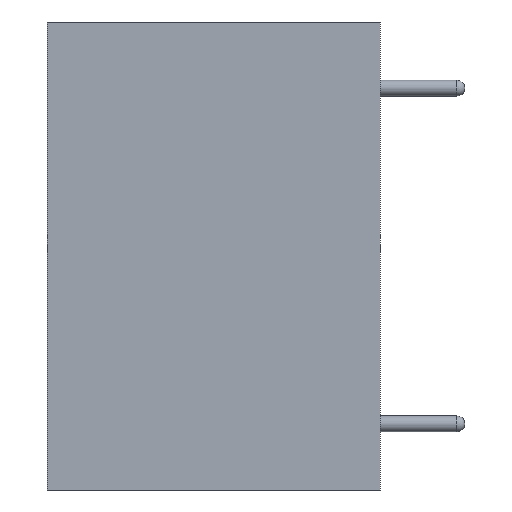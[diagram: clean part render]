
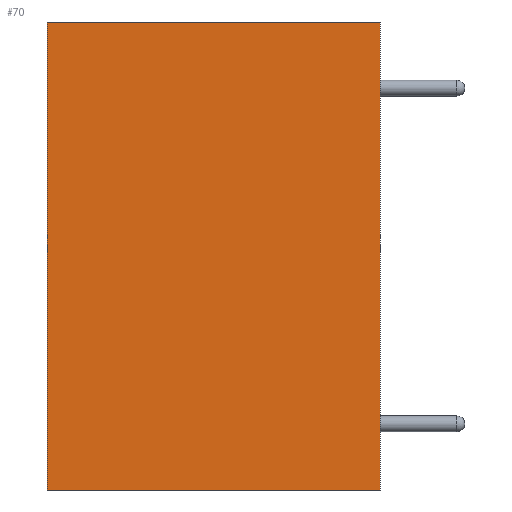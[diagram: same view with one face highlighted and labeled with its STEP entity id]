
A CAD part, left-side view. The second image highlights one B-rep face of the part: STEP entity #70.
In plain terms, the highlighted planar face has unit normal (-1, 0, 0).
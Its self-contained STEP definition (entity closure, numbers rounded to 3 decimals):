
#70=ADVANCED_FACE('',(#125),#126,.T.);
#125=FACE_OUTER_BOUND('',#181,.T.);
#126=PLANE('',#182);
#181=EDGE_LOOP('',(#361,#362,#363,#364));
#182=AXIS2_PLACEMENT_3D('',#365,#366,#367);
#361=ORIENTED_EDGE('',*,*,#394,.T.);
#362=ORIENTED_EDGE('',*,*,#430,.F.);
#363=ORIENTED_EDGE('',*,*,#388,.F.);
#364=ORIENTED_EDGE('',*,*,#380,.T.);
#365=CARTESIAN_POINT('',(-8.55,0.0,-8.85));
#366=DIRECTION('',(-1.0,0.0,0.0));
#367=DIRECTION('',(0.0,0.0,1.0));
#380=EDGE_CURVE('',#442,#439,#443,.T.);
#388=EDGE_CURVE('',#442,#455,#456,.T.);
#394=EDGE_CURVE('',#439,#463,#465,.T.);
#430=EDGE_CURVE('',#455,#463,#522,.T.);
#439=VERTEX_POINT('',#535);
#442=VERTEX_POINT('',#539);
#443=LINE('',#540,#541);
#455=VERTEX_POINT('',#560);
#456=LINE('',#561,#562);
#463=VERTEX_POINT('',#573);
#465=LINE('',#576,#577);
#522=LINE('',#645,#646);
#535=CARTESIAN_POINT('',(-8.55,0.0,8.85));
#539=CARTESIAN_POINT('',(-8.55,0.0,-8.85));
#540=CARTESIAN_POINT('',(-8.55,0.0,-8.85));
#541=VECTOR('',#652,17.7);
#560=CARTESIAN_POINT('',(-8.55,12.6,-8.85));
#561=CARTESIAN_POINT('',(-8.55,0.0,-8.85));
#562=VECTOR('',#660,12.6);
#573=CARTESIAN_POINT('',(-8.55,12.6,8.85));
#576=CARTESIAN_POINT('',(-8.55,0.0,8.85));
#577=VECTOR('',#666,12.6);
#645=CARTESIAN_POINT('',(-8.55,12.6,-8.85));
#646=VECTOR('',#750,17.7);
#652=DIRECTION('',(0.0,0.0,1.0));
#660=DIRECTION('',(0.0,1.0,0.0));
#666=DIRECTION('',(0.0,1.0,0.0));
#750=DIRECTION('',(0.0,0.0,1.0));
